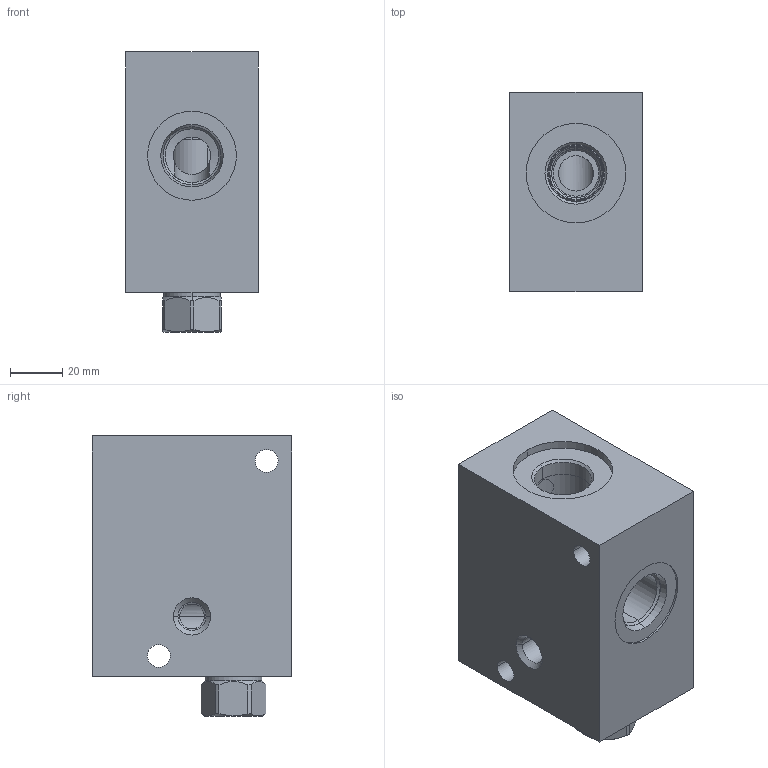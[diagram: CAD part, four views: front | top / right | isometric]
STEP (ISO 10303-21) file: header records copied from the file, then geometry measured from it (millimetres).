
FILE_DESCRIPTION((''),'2;1');
FILE_NAME('MANIFOLD_STP1_ASM','2011-08-08T',('Administrator'),(''),'PRO/ENGINEER BY PARAMETRIC TECHNOLOGY CORPORATION, 2006240','PRO/ENGINEER BY PARAMETRIC TECHNOLOGY CORPORATION, 2006240','');
FILE_SCHEMA(('CONFIG_CONTROL_DESIGN'));
Length unit declared in the file: inch
Products named in the file (3): 174485006B_PRT; ASMNAME_CART_PRT; MANIFOLD_STP1_ASM
Assembly tree (2 placements, depth 2):
  MANIFOLD_STP1_ASM
    174485006B_PRT
    ASMNAME_CART_PRT
Bounding box: 50.8 x 76.2 x 107.16 mm (x, y, z)
Surface area: 55910.7 mm2 (no closed solid volume)
Topology: 0 solids, 12 shells, 203 faces, 473 edges, 292 vertices
Faces by surface type: cylinder 94, cone 53, plane 36, torus 20
Entity records: 6770 total; most frequent: CARTESIAN_POINT 1872, DIRECTION 1127, ORIENTED_EDGE 910, AXIS2_PLACEMENT_3D 480, EDGE_CURVE 473, VERTEX_POINT 292, CIRCLE 272, EDGE_LOOP 237
